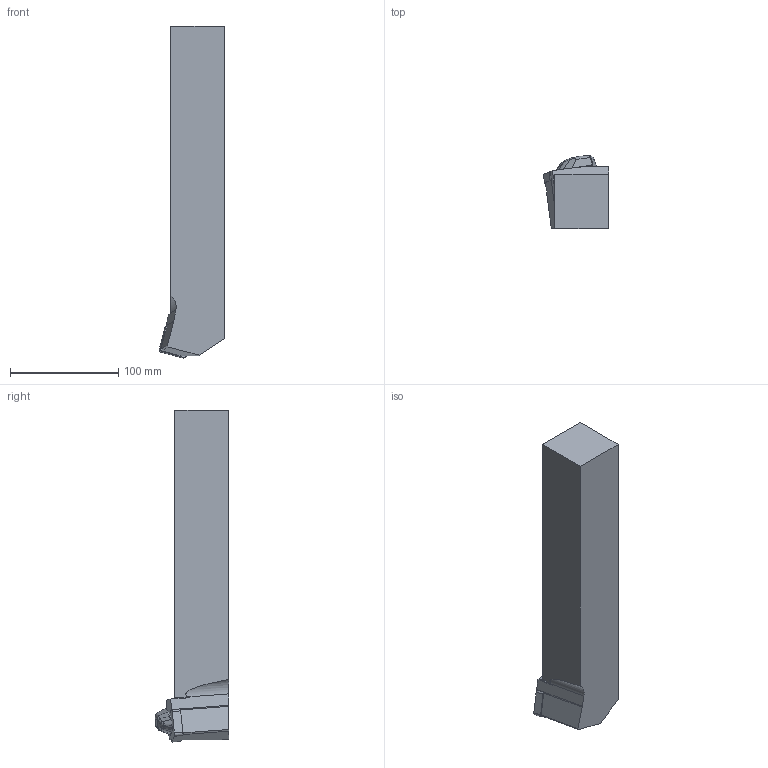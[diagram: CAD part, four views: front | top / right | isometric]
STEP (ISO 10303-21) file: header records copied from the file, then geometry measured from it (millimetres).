
FILE_DESCRIPTION(/* description */ (''),/* implementation_level */ '2;1');
FILE_NAME(/* name */ 'assy.stp',/* time_stamp */ '2017-09-04T14:53:54+02:00',/* author */ (''),/* organization */ ('SMS'),/* preprocessor_version */ 'ST-DEVELOPER v15',/* originating_system */ 'SIEMENS PLM Software NX 8.5',/* authorisation */ '');
FILE_SCHEMA (('AUTOMOTIVE_DESIGN { 1 0 10303 214 3 1 1 1 }'));
Length unit declared in the file: millimetre
Products named in the file (4): ASSEMBLY_CONSTRUCTION; NOCUT; CUT; ASSY
Assembly tree (3 placements, depth 2):
  ASSY
    CUT
    NOCUT
    ASSEMBLY_CONSTRUCTION
Bounding box: 60.38 x 67.87 x 307.21 mm (x, y, z)
Volume: 762488.4 mm3; surface area: 69052.9 mm2
Topology: 2 solids, 2 shells, 80 faces, 226 edges, 155 vertices
Faces by surface type: plane 50, cylinder 28, bspline 2
Full cylindrical faces by diameter (mm): 9.119 x1, 9.12 x1
Entity records: 2871 total; most frequent: CARTESIAN_POINT 616, ORIENTED_EDGE 444, DIRECTION 444, EDGE_CURVE 222, LINE 154, VECTOR 154, VERTEX_POINT 147, AXIS2_PLACEMENT_3D 145
